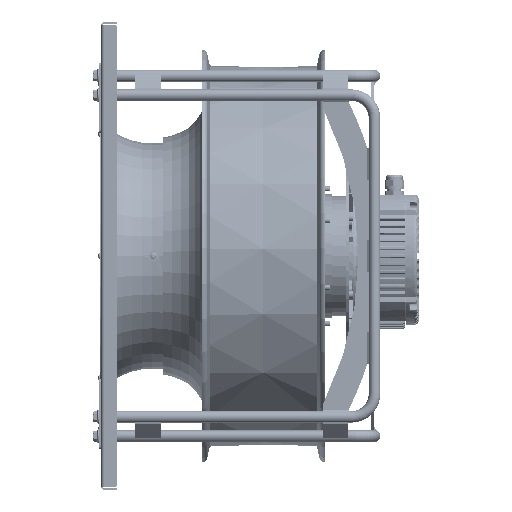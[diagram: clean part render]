
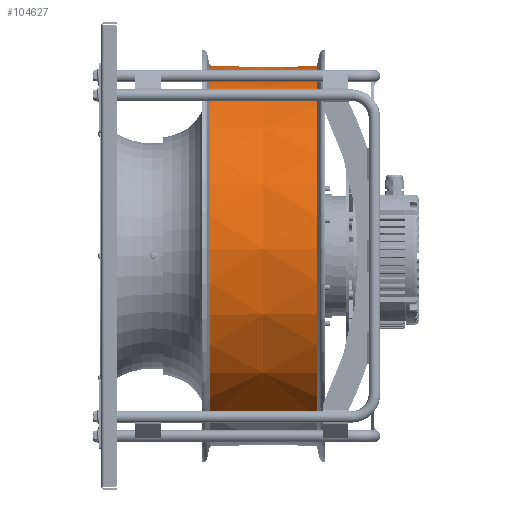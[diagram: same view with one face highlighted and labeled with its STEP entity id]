
A CAD part, left-side view. The second image highlights one B-rep face of the part: STEP entity #104627.
In plain terms, the highlighted conical face has half-angle 0.297 degrees and reference radius 296.995 mm.
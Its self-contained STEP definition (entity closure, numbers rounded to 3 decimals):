
#103947=DIRECTION('',(0.,-1.,
-0.005));
#103948=VECTOR('',#103947,167.097);
#103949=CARTESIAN_POINT('',(0.,167.095,
297.428));
#103950=LINE('',#103949,#103948);
#103951=DIRECTION('',(0.,-1.,0.005));
#103952=VECTOR('',#103951,167.097);
#103953=CARTESIAN_POINT('',(0.,167.095,
-297.428));
#103954=LINE('',#103953,#103952);
#103955=CARTESIAN_POINT('',(0.,167.095,0.));
#103956=DIRECTION('',(0.,-1.,0.));
#103957=DIRECTION('',(0.,0.,1.));
#103958=AXIS2_PLACEMENT_3D('',#103955,#103956,#103957);
#103960=CARTESIAN_POINT('',(0.,0.,0.));
#103961=DIRECTION('',(0.,1.,0.));
#103962=DIRECTION('',(0.,0.,-1.));
#103963=AXIS2_PLACEMENT_3D('',#103960,#103961,#103962);
#104270=CARTESIAN_POINT('',(0.,167.095,297.428));
#104271=CARTESIAN_POINT('',(0.,167.095,
-297.428));
#104272=VERTEX_POINT('',#104270);
#104273=VERTEX_POINT('',#104271);
#104302=CARTESIAN_POINT('',(0.,0.,
296.562));
#104303=VERTEX_POINT('',#104302);
#104304=CARTESIAN_POINT('',(0.,0.,
-296.562));
#104305=VERTEX_POINT('',#104304);
#104614=CARTESIAN_POINT('',(0.,83.547,0.));
#104615=DIRECTION('',(0.,1.,0.));
#104616=DIRECTION('',(0.,0.,-1.));
#104617=AXIS2_PLACEMENT_3D('',#104614,#104615,#104616);
#104618=CONICAL_SURFACE('',#104617,296.995,0.297);
#104619=ORIENTED_EDGE('',*,*,#104604,.T.);
#104621=ORIENTED_EDGE('',*,*,#104620,.F.);
#104622=ORIENTED_EDGE('',*,*,#104608,.F.);
#104624=ORIENTED_EDGE('',*,*,#104623,.F.);
#104625=EDGE_LOOP('',(#104619,#104621,#104622,#104624));
#104626=FACE_OUTER_BOUND('',#104625,.F.);
#104627=ADVANCED_FACE('',(#104626),#104618,.T.);
#103959=CIRCLE('',#103958,297.428);
#103964=CIRCLE('',#103963,296.562);
#104604=EDGE_CURVE('',#104272,#104303,#103950,.T.);
#104608=EDGE_CURVE('',#104273,#104305,#103954,.T.);
#104620=EDGE_CURVE('',#104305,#104303,#103964,.T.);
#104623=EDGE_CURVE('',#104272,#104273,#103959,.T.);
